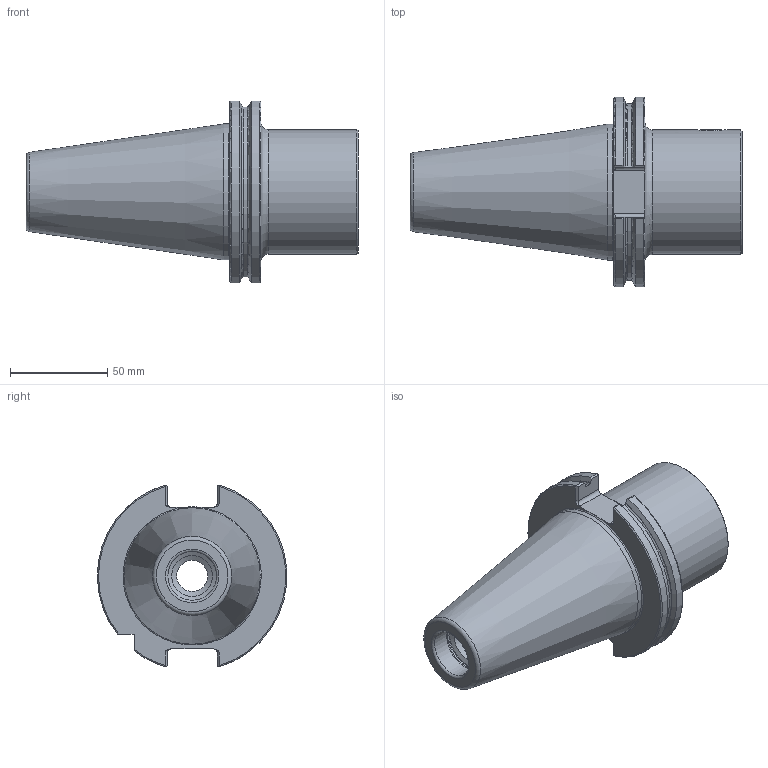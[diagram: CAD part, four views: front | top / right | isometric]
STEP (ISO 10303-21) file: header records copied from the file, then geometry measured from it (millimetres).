
FILE_DESCRIPTION (( 'STEP AP214' ), '1' );
FILE_NAME ('SK5.ST6.K01.069.STEP', '2020-04-15T12:03:21', ( '' ), ( '' ), 'SwSTEP 2.0', 'SolidWorks 2017', '' );
FILE_SCHEMA (( 'AUTOMOTIVE_DESIGN' ));
Length unit declared in the file: millimetre
Products named in the file (3): ST6-ER1.001.018_A; SK5-ST6.K01.069_B; SK5.ST6.K01.069
Assembly tree (2 placements, depth 2):
  SK5.ST6.K01.069
    SK5-ST6.K01.069_B
    ST6-ER1.001.018_A
Bounding box: 170.6 x 97.28 x 93.51 mm (x, y, z)
Volume: 427408.3 mm3; surface area: 59608.5 mm2
Topology: 2 solids, 2 shells, 132 faces, 345 edges, 217 vertices
Faces by surface type: plane 55, cylinder 32, torus 23, cone 20, bspline 2
Full cylindrical faces by diameter (mm): 6 x1, 11 x1, 12 x1, 16 x1, 21 x1, 25 x1, 25.45 x1, 28 x1, 34 x1, 36 x1, 37 x1, 64 x1, 69.85 x1
Entity records: 4528 total; most frequent: CARTESIAN_POINT 1462, ORIENTED_EDGE 590, DIRECTION 580, EDGE_CURVE 295, AXIS2_PLACEMENT_3D 229, VERTEX_POINT 205, EDGE_LOOP 174, FACE_OUTER_BOUND 154
